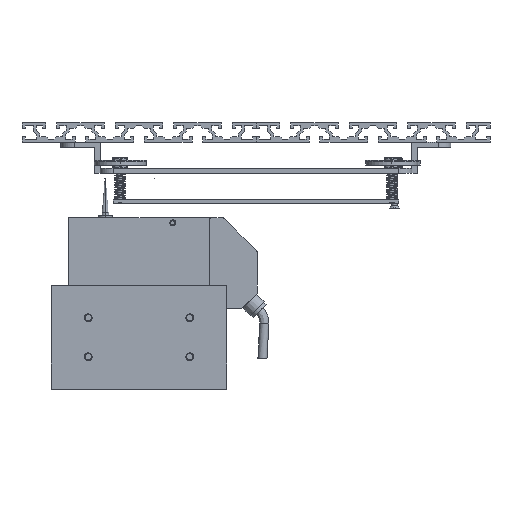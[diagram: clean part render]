
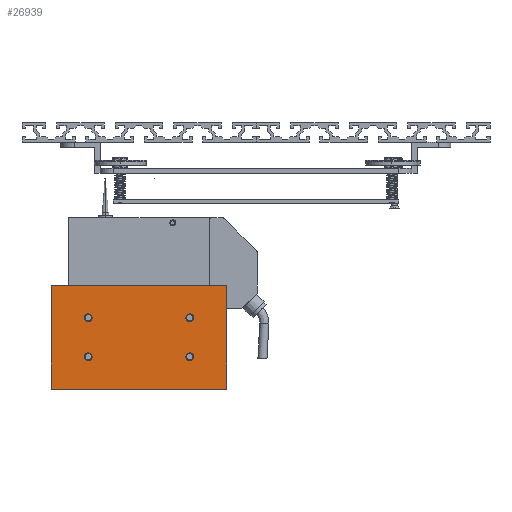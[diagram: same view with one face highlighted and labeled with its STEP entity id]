
A CAD part, front view. The second image highlights one B-rep face of the part: STEP entity #26939.
In plain terms, the highlighted planar face has unit normal (0, -1, 0).
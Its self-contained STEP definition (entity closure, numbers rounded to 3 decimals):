
#250 = CARTESIAN_POINT ( 'NONE',  ( -39., -6., -15. ) ) ;
#378 = CIRCLE ( 'NONE', #10839, 2.5 ) ;
#493 = LINE ( 'NONE', #12367, #12623 ) ;
#1373 = VECTOR ( 'NONE', #8264, 1000. ) ;
#1593 = DIRECTION ( 'NONE',  ( 0., 1., 0. ) ) ;
#1617 = EDGE_LOOP ( 'NONE', ( #7735, #2765 ) ) ;
#1768 = AXIS2_PLACEMENT_3D ( 'NONE', #28432, #28279, #4555 ) ;
#2349 = CIRCLE ( 'NONE', #3356, 2.5 ) ;
#2365 = ORIENTED_EDGE ( 'NONE', *, *, #15658, .F. ) ;
#2765 = ORIENTED_EDGE ( 'NONE', *, *, #11640, .T. ) ;
#2766 = VERTEX_POINT ( 'NONE', #3408 ) ;
#3113 = DIRECTION ( 'NONE',  ( 0., 1., 0. ) ) ;
#3356 = AXIS2_PLACEMENT_3D ( 'NONE', #17974, #6109, #25149 ) ;
#3408 = CARTESIAN_POINT ( 'NONE',  ( -39., -6., -12.5 ) ) ;
#3800 = DIRECTION ( 'NONE',  ( 0., 0., 1. ) ) ;
#4104 = VERTEX_POINT ( 'NONE', #11015 ) ;
#4555 = DIRECTION ( 'NONE',  ( 0., 0., 1. ) ) ;
#4973 = AXIS2_PLACEMENT_3D ( 'NONE', #26311, #28476, #30264 ) ;
#5198 = VERTEX_POINT ( 'NONE', #26354 ) ;
#5537 = VERTEX_POINT ( 'NONE', #8076 ) ;
#5825 = DIRECTION ( 'NONE',  ( 0., 0., 1. ) ) ;
#6109 = DIRECTION ( 'NONE',  ( 0., 1., 0. ) ) ;
#6295 = CARTESIAN_POINT ( 'NONE',  ( -39., -6., 15. ) ) ;
#6610 = EDGE_CURVE ( 'NONE', #7161, #19832, #29599, .T. ) ;
#7022 = VERTEX_POINT ( 'NONE', #22903 ) ;
#7161 = VERTEX_POINT ( 'NONE', #21329 ) ;
#7675 = PLANE ( 'NONE',  #16097 ) ;
#7735 = ORIENTED_EDGE ( 'NONE', *, *, #17138, .T. ) ;
#7832 = FACE_OUTER_BOUND ( 'NONE', #19640, .T. ) ;
#8018 = VERTEX_POINT ( 'NONE', #27493 ) ;
#8076 = CARTESIAN_POINT ( 'NONE',  ( 39., -6., -12.5 ) ) ;
#8084 = ORIENTED_EDGE ( 'NONE', *, *, #15229, .T. ) ;
#8264 = DIRECTION ( 'NONE',  ( 0., 0., -1. ) ) ;
#9097 = ORIENTED_EDGE ( 'NONE', *, *, #23420, .F. ) ;
#9275 = EDGE_CURVE ( 'NONE', #2766, #8018, #15725, .T. ) ;
#9768 = AXIS2_PLACEMENT_3D ( 'NONE', #250, #25858, #9781 ) ;
#9781 = DIRECTION ( 'NONE',  ( 0., 0., 1. ) ) ;
#10022 = EDGE_LOOP ( 'NONE', ( #28169, #8084 ) ) ;
#10350 = CARTESIAN_POINT ( 'NONE',  ( -39., -6., 15. ) ) ;
#10839 = AXIS2_PLACEMENT_3D ( 'NONE', #28588, #19062, #16418 ) ;
#11015 = CARTESIAN_POINT ( 'NONE',  ( 67.5, -6., -40. ) ) ;
#11411 = EDGE_CURVE ( 'NONE', #19832, #7161, #18239, .T. ) ;
#11640 = EDGE_CURVE ( 'NONE', #28492, #5537, #19724, .T. ) ;
#11877 = VECTOR ( 'NONE', #15354, 1000. ) ;
#12168 = ORIENTED_EDGE ( 'NONE', *, *, #26903, .F. ) ;
#12316 = LINE ( 'NONE', #19931, #28076 ) ;
#12367 = CARTESIAN_POINT ( 'NONE',  ( 67.5, -6., 40. ) ) ;
#12517 = CARTESIAN_POINT ( 'NONE',  ( -67.5, -6., -40. ) ) ;
#12623 = VECTOR ( 'NONE', #28746, 1000. ) ;
#12960 = CARTESIAN_POINT ( 'NONE',  ( 39., -6., -15. ) ) ;
#14381 = FACE_BOUND ( 'NONE', #16822, .T. ) ;
#14702 = FACE_BOUND ( 'NONE', #10022, .T. ) ;
#15005 = FACE_BOUND ( 'NONE', #15538, .T. ) ;
#15204 = LINE ( 'NONE', #26920, #11877 ) ;
#15229 = EDGE_CURVE ( 'NONE', #8018, #2766, #2349, .T. ) ;
#15354 = DIRECTION ( 'NONE',  ( 0., 0., 1. ) ) ;
#15376 = CARTESIAN_POINT ( 'NONE',  ( 39., -6., 17.5 ) ) ;
#15391 = AXIS2_PLACEMENT_3D ( 'NONE', #12960, #3113, #19815 ) ;
#15538 = EDGE_LOOP ( 'NONE', ( #16537, #22479 ) ) ;
#15658 = EDGE_CURVE ( 'NONE', #5198, #4104, #25108, .T. ) ;
#15725 = CIRCLE ( 'NONE', #9768, 2.5 ) ;
#16097 = AXIS2_PLACEMENT_3D ( 'NONE', #19371, #21732, #28903 ) ;
#16418 = DIRECTION ( 'NONE',  ( 0., 0., 1. ) ) ;
#16537 = ORIENTED_EDGE ( 'NONE', *, *, #11411, .T. ) ;
#16822 = EDGE_LOOP ( 'NONE', ( #29011, #24194 ) ) ;
#17138 = EDGE_CURVE ( 'NONE', #5537, #28492, #24858, .T. ) ;
#17974 = CARTESIAN_POINT ( 'NONE',  ( -39., -6., -15. ) ) ;
#18004 = CARTESIAN_POINT ( 'NONE',  ( -39., -6., 17.5 ) ) ;
#18239 = CIRCLE ( 'NONE', #30211, 2.5 ) ;
#18538 = EDGE_CURVE ( 'NONE', #24927, #7022, #378, .T. ) ;
#19062 = DIRECTION ( 'NONE',  ( 0., 1., 0. ) ) ;
#19320 = DIRECTION ( 'NONE',  ( -1., 0., 0. ) ) ;
#19371 = CARTESIAN_POINT ( 'NONE',  ( 0., -6., 0. ) ) ;
#19598 = EDGE_CURVE ( 'NONE', #26989, #19627, #15204, .T. ) ;
#19627 = VERTEX_POINT ( 'NONE', #27214 ) ;
#19640 = EDGE_LOOP ( 'NONE', ( #24092, #9097, #2365, #12168 ) ) ;
#19724 = CIRCLE ( 'NONE', #1768, 2.5 ) ;
#19815 = DIRECTION ( 'NONE',  ( 0., 0., 1. ) ) ;
#19832 = VERTEX_POINT ( 'NONE', #18004 ) ;
#19931 = CARTESIAN_POINT ( 'NONE',  ( 67.5, -6., -40. ) ) ;
#20933 = EDGE_CURVE ( 'NONE', #7022, #24927, #30392, .T. ) ;
#21329 = CARTESIAN_POINT ( 'NONE',  ( -39., -6., 12.5 ) ) ;
#21732 = DIRECTION ( 'NONE',  ( 0., 1., 0. ) ) ;
#22479 = ORIENTED_EDGE ( 'NONE', *, *, #6610, .T. ) ;
#22903 = CARTESIAN_POINT ( 'NONE',  ( 39., -6., 12.5 ) ) ;
#23346 = CARTESIAN_POINT ( 'NONE',  ( 39., -6., -17.5 ) ) ;
#23420 = EDGE_CURVE ( 'NONE', #4104, #26989, #12316, .T. ) ;
#24092 = ORIENTED_EDGE ( 'NONE', *, *, #19598, .F. ) ;
#24194 = ORIENTED_EDGE ( 'NONE', *, *, #20933, .T. ) ;
#24222 = FACE_BOUND ( 'NONE', #1617, .T. ) ;
#24858 = CIRCLE ( 'NONE', #15391, 2.5 ) ;
#24927 = VERTEX_POINT ( 'NONE', #15376 ) ;
#25108 = LINE ( 'NONE', #29477, #1373 ) ;
#25149 = DIRECTION ( 'NONE',  ( 0., 0., 1. ) ) ;
#25311 = DIRECTION ( 'NONE',  ( 0., 1., 0. ) ) ;
#25858 = DIRECTION ( 'NONE',  ( 0., 1., 0. ) ) ;
#26311 = CARTESIAN_POINT ( 'NONE',  ( 39., -6., 15. ) ) ;
#26354 = CARTESIAN_POINT ( 'NONE',  ( 67.5, -6., 40. ) ) ;
#26903 = EDGE_CURVE ( 'NONE', #19627, #5198, #493, .T. ) ;
#26920 = CARTESIAN_POINT ( 'NONE',  ( -67.5, -6., 40. ) ) ;
#26939 = ADVANCED_FACE ( 'NONE', ( #14702, #15005, #14381, #24222, #7832 ), #7675, .F. ) ;
#26989 = VERTEX_POINT ( 'NONE', #12517 ) ;
#27179 = AXIS2_PLACEMENT_3D ( 'NONE', #10350, #25311, #5825 ) ;
#27214 = CARTESIAN_POINT ( 'NONE',  ( -67.5, -6., 40. ) ) ;
#27493 = CARTESIAN_POINT ( 'NONE',  ( -39., -6., -17.5 ) ) ;
#28076 = VECTOR ( 'NONE', #19320, 1000. ) ;
#28169 = ORIENTED_EDGE ( 'NONE', *, *, #9275, .T. ) ;
#28279 = DIRECTION ( 'NONE',  ( 0., 1., 0. ) ) ;
#28432 = CARTESIAN_POINT ( 'NONE',  ( 39., -6., -15. ) ) ;
#28476 = DIRECTION ( 'NONE',  ( 0., 1., 0. ) ) ;
#28492 = VERTEX_POINT ( 'NONE', #23346 ) ;
#28588 = CARTESIAN_POINT ( 'NONE',  ( 39., -6., 15. ) ) ;
#28746 = DIRECTION ( 'NONE',  ( 1., 0., 0. ) ) ;
#28903 = DIRECTION ( 'NONE',  ( 0., 0., 1. ) ) ;
#29011 = ORIENTED_EDGE ( 'NONE', *, *, #18538, .T. ) ;
#29477 = CARTESIAN_POINT ( 'NONE',  ( 67.5, -6., 40. ) ) ;
#29599 = CIRCLE ( 'NONE', #27179, 2.5 ) ;
#30211 = AXIS2_PLACEMENT_3D ( 'NONE', #6295, #1593, #3800 ) ;
#30264 = DIRECTION ( 'NONE',  ( 0., 0., 1. ) ) ;
#30392 = CIRCLE ( 'NONE', #4973, 2.5 ) ;
